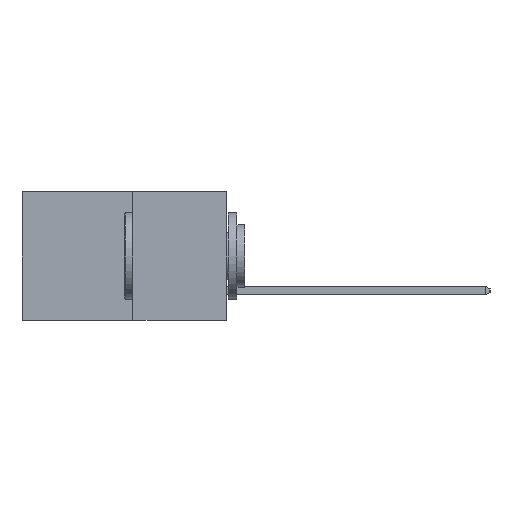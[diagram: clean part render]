
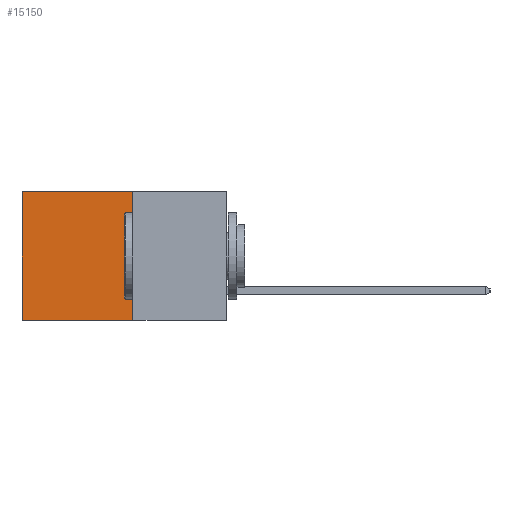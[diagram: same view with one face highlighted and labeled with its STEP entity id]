
A CAD part, left-side view. The second image highlights one B-rep face of the part: STEP entity #15150.
In plain terms, the highlighted planar face has unit normal (-1, 0, 0).
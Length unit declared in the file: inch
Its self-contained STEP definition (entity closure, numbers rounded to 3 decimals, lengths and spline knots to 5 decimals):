
#955 = DIRECTION ( 'NONE',  ( 1., 0., 0. ) ) ;
#1847 = VECTOR ( 'NONE', #2438, 39.37008 ) ;
#2010 = CARTESIAN_POINT ( 'NONE',  ( 0.277, 0.27, -0.37 ) ) ;
#2438 = DIRECTION ( 'NONE',  ( 0., 1., 0. ) ) ;
#3079 = ORIENTED_EDGE ( 'NONE', *, *, #6359, .F. ) ;
#3546 = DIRECTION ( 'NONE',  ( 0., 0., -1. ) ) ;
#4058 = CARTESIAN_POINT ( 'NONE',  ( 0.277, 0.27, 0. ) ) ;
#4535 = LINE ( 'NONE', #10094, #14397 ) ;
#5795 = CARTESIAN_POINT ( 'NONE',  ( 0.277, 0.59, 0. ) ) ;
#6286 = VECTOR ( 'NONE', #3546, 39.37008 ) ;
#6359 = EDGE_CURVE ( 'NONE', #9090, #13910, #11298, .T. ) ;
#6366 = DIRECTION ( 'NONE',  ( 0., 0., -1. ) ) ;
#6576 = VERTEX_POINT ( 'NONE', #4058 ) ;
#6752 = LINE ( 'NONE', #2010, #6286 ) ;
#8931 = FACE_OUTER_BOUND ( 'NONE', #14252, .T. ) ;
#9090 = VERTEX_POINT ( 'NONE', #16863 ) ;
#9651 = CARTESIAN_POINT ( 'NONE',  ( 0.277, 0.27, 0. ) ) ;
#9673 = CARTESIAN_POINT ( 'NONE',  ( 0.277, 0.27, -0.37 ) ) ;
#10094 = CARTESIAN_POINT ( 'NONE',  ( 0.277, 0.59, -0.37 ) ) ;
#10974 = EDGE_CURVE ( 'NONE', #16657, #13910, #4535, .T. ) ;
#11094 = DIRECTION ( 'NONE',  ( 0., 0., -1. ) ) ;
#11285 = ORIENTED_EDGE ( 'NONE', *, *, #12560, .F. ) ;
#11298 = LINE ( 'NONE', #15657, #17804 ) ;
#11571 = AXIS2_PLACEMENT_3D ( 'NONE', #9673, #955, #11094 ) ;
#12560 = EDGE_CURVE ( 'NONE', #6576, #9090, #6752, .T. ) ;
#13910 = VERTEX_POINT ( 'NONE', #16192 ) ;
#13962 = ORIENTED_EDGE ( 'NONE', *, *, #14004, .T. ) ;
#14004 = EDGE_CURVE ( 'NONE', #6576, #16657, #14115, .T. ) ;
#14115 = LINE ( 'NONE', #9651, #1847 ) ;
#14252 = EDGE_LOOP ( 'NONE', ( #15205, #3079, #11285, #13962 ) ) ;
#14397 = VECTOR ( 'NONE', #6366, 39.37008 ) ;
#15071 = PLANE ( 'NONE',  #11571 ) ;
#15150 = ADVANCED_FACE ( 'NONE', ( #8931 ), #15071, .F. ) ;
#15205 = ORIENTED_EDGE ( 'NONE', *, *, #10974, .T. ) ;
#15646 = DIRECTION ( 'NONE',  ( 0., 1., 0. ) ) ;
#15657 = CARTESIAN_POINT ( 'NONE',  ( 0.277, 0.27, -0.37 ) ) ;
#16192 = CARTESIAN_POINT ( 'NONE',  ( 0.277, 0.59, -0.37 ) ) ;
#16657 = VERTEX_POINT ( 'NONE', #5795 ) ;
#16863 = CARTESIAN_POINT ( 'NONE',  ( 0.277, 0.27, -0.37 ) ) ;
#17804 = VECTOR ( 'NONE', #15646, 39.37008 ) ;
